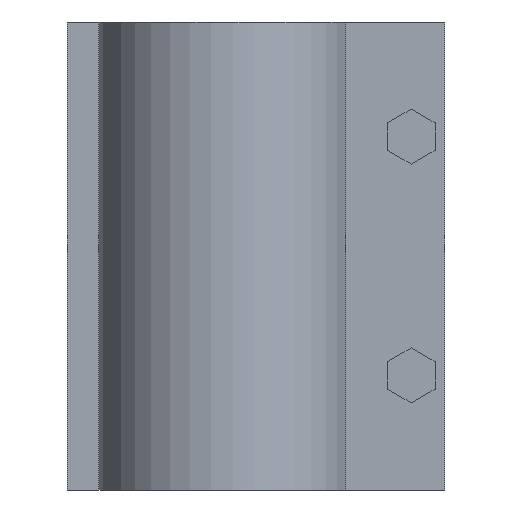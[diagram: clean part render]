
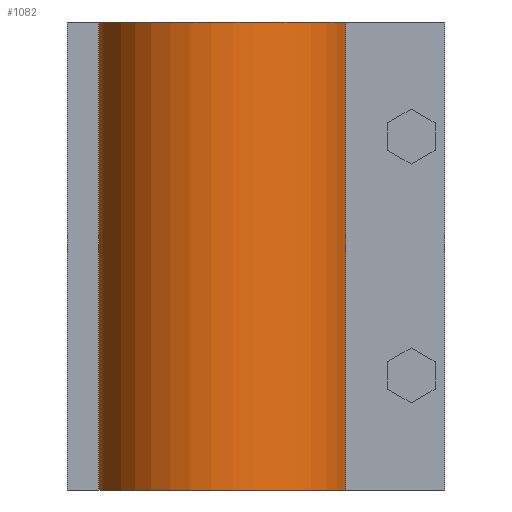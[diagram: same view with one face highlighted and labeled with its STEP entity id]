
A CAD part, front view. The second image highlights one B-rep face of the part: STEP entity #1082.
In plain terms, the highlighted cylindrical face has radius 26.5 mm (diameter 53 mm), a partial arc.
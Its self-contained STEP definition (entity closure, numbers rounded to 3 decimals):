
#24=CYLINDRICAL_SURFACE('',#1182,26.5);
#51=CIRCLE('',#1172,26.5);
#54=CIRCLE('',#1183,26.5);
#110=FACE_OUTER_BOUND('',#178,.T.);
#178=EDGE_LOOP('',(#958,#959,#960,#961));
#306=LINE('',#1769,#434);
#307=LINE('',#1773,#435);
#434=VECTOR('',#1461,10.);
#435=VECTOR('',#1466,10.);
#525=VERTEX_POINT('',#1737);
#526=VERTEX_POINT('',#1739);
#533=VERTEX_POINT('',#1767);
#534=VERTEX_POINT('',#1771);
#664=EDGE_CURVE('',#525,#526,#51,.T.);
#679=EDGE_CURVE('',#525,#533,#306,.T.);
#680=EDGE_CURVE('',#534,#533,#54,.T.);
#681=EDGE_CURVE('',#526,#534,#307,.T.);
#958=ORIENTED_EDGE('',*,*,#679,.T.);
#959=ORIENTED_EDGE('',*,*,#680,.F.);
#960=ORIENTED_EDGE('',*,*,#681,.F.);
#961=ORIENTED_EDGE('',*,*,#664,.F.);
#1082=ADVANCED_FACE('',(#110),#24,.T.);
#1172=AXIS2_PLACEMENT_3D('',#1740,#1429,#1430);
#1182=AXIS2_PLACEMENT_3D('',#1770,#1462,#1463);
#1183=AXIS2_PLACEMENT_3D('',#1772,#1464,#1465);
#1429=DIRECTION('center_axis',(0.,0.,-1.));
#1430=DIRECTION('ref_axis',(-0.996,-0.089,0.));
#1461=DIRECTION('',(0.,0.,1.));
#1462=DIRECTION('center_axis',(0.,0.,1.));
#1463=DIRECTION('ref_axis',(-0.996,-0.089,0.));
#1464=DIRECTION('center_axis',(0.,0.,1.));
#1465=DIRECTION('ref_axis',(-0.996,-0.089,0.));
#1466=DIRECTION('',(0.,0.,1.));
#1737=CARTESIAN_POINT('',(25.264,-7.65,-49.));
#1739=CARTESIAN_POINT('',(-26.396,-2.,-49.));
#1740=CARTESIAN_POINT('Origin',(0.,0.35,-49.));
#1767=CARTESIAN_POINT('',(25.264,-7.65,49.));
#1769=CARTESIAN_POINT('',(25.264,-7.65,0.));
#1770=CARTESIAN_POINT('Origin',(0.,0.35,0.));
#1771=CARTESIAN_POINT('',(-26.396,-2.,49.));
#1772=CARTESIAN_POINT('Origin',(0.,0.35,49.));
#1773=CARTESIAN_POINT('',(-26.396,-2.,0.));
